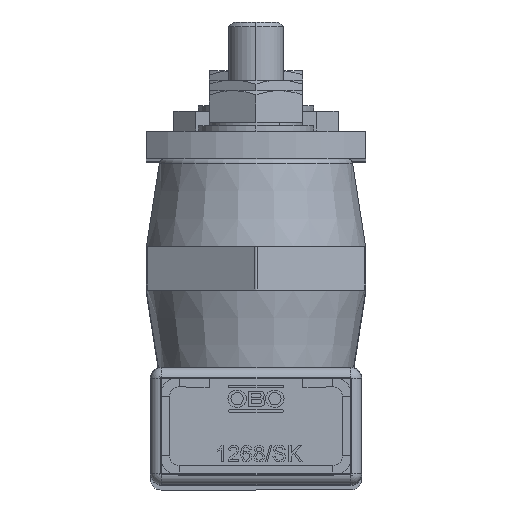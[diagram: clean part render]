
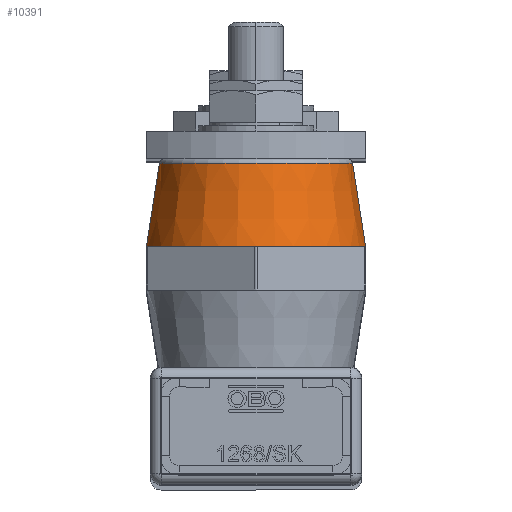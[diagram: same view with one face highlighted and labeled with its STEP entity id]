
A CAD part, top view. The second image highlights one B-rep face of the part: STEP entity #10391.
In plain terms, the highlighted conical face has half-angle 8.881 degrees and reference radius 20 mm.
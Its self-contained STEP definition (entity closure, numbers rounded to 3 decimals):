
#37 = DIRECTION ( 'NONE',  ( 0., -1., 0. ) ) ;
#1558 = ORIENTED_EDGE ( 'NONE', *, *, #7845, .F. ) ;
#1734 = DIRECTION ( 'NONE',  ( 0., -1., 0. ) ) ;
#1890 = DIRECTION ( 'NONE',  ( 0., 0., 1. ) ) ;
#2656 = AXIS2_PLACEMENT_3D ( 'NONE', #26108, #25910, #14485 ) ;
#3325 = CARTESIAN_POINT ( 'NONE',  ( 0., 4., 0. ) ) ;
#3415 = ORIENTED_EDGE ( 'NONE', *, *, #13316, .T. ) ;
#5308 = VERTEX_POINT ( 'NONE', #36902 ) ;
#5634 = ORIENTED_EDGE ( 'NONE', *, *, #7980, .F. ) ;
#7389 = LINE ( 'NONE', #36248, #24268 ) ;
#7845 = EDGE_CURVE ( 'NONE', #20794, #25218, #7389, .T. ) ;
#7980 = EDGE_CURVE ( 'NONE', #25218, #26694, #10687, .T. ) ;
#10143 = EDGE_LOOP ( 'NONE', ( #1558, #29615, #3415, #36405, #37852, #5634 ) ) ;
#10391 = ADVANCED_FACE ( 'NONE', ( #14272 ), #22397, .T. ) ;
#10687 = CIRCLE ( 'NONE', #26735, 20. ) ;
#11791 = DIRECTION ( 'NONE',  ( 0., 0., -1. ) ) ;
#13109 = DIRECTION ( 'NONE',  ( 0., 0., -1. ) ) ;
#13316 = EDGE_CURVE ( 'NONE', #5308, #30990, #14998, .T. ) ;
#14272 = FACE_OUTER_BOUND ( 'NONE', #10143, .T. ) ;
#14485 = DIRECTION ( 'NONE',  ( 0., 0., -1. ) ) ;
#14883 = CARTESIAN_POINT ( 'NONE',  ( 0., 19.154, 17.632 ) ) ;
#14998 = LINE ( 'NONE', #18649, #21538 ) ;
#15241 = AXIS2_PLACEMENT_3D ( 'NONE', #22027, #1734, #13109 ) ;
#15676 = DIRECTION ( 'NONE',  ( 0., -1., 0. ) ) ;
#15779 = EDGE_CURVE ( 'NONE', #25100, #30990, #32215, .T. ) ;
#16282 = AXIS2_PLACEMENT_3D ( 'NONE', #22568, #25673, #1890 ) ;
#16552 = CARTESIAN_POINT ( 'NONE',  ( -17.321, 4., 10. ) ) ;
#18626 = CIRCLE ( 'NONE', #19890, 20. ) ;
#18649 = CARTESIAN_POINT ( 'NONE',  ( 0., 4., -20. ) ) ;
#19890 = AXIS2_PLACEMENT_3D ( 'NONE', #3325, #37, #11791 ) ;
#20794 = VERTEX_POINT ( 'NONE', #14883 ) ;
#20857 = EDGE_CURVE ( 'NONE', #20794, #5308, #36120, .T. ) ;
#21538 = VECTOR ( 'NONE', #23917, 1000. ) ;
#22027 = CARTESIAN_POINT ( 'NONE',  ( 0., 4., 0. ) ) ;
#22397 = CONICAL_SURFACE ( 'NONE', #2656, 20., 0.155 ) ;
#22568 = CARTESIAN_POINT ( 'NONE',  ( 0., 19.154, 0. ) ) ;
#23917 = DIRECTION ( 'NONE',  ( 0., -0.988, -0.154 ) ) ;
#24268 = VECTOR ( 'NONE', #30609, 1000. ) ;
#25100 = VERTEX_POINT ( 'NONE', #29520 ) ;
#25218 = VERTEX_POINT ( 'NONE', #38050 ) ;
#25673 = DIRECTION ( 'NONE',  ( 0., -1., 0. ) ) ;
#25910 = DIRECTION ( 'NONE',  ( 0., -1., 0. ) ) ;
#26108 = CARTESIAN_POINT ( 'NONE',  ( 0., 4., 0. ) ) ;
#26694 = VERTEX_POINT ( 'NONE', #16552 ) ;
#26735 = AXIS2_PLACEMENT_3D ( 'NONE', #30397, #15676, #27521 ) ;
#27521 = DIRECTION ( 'NONE',  ( 0., 0., -1. ) ) ;
#29520 = CARTESIAN_POINT ( 'NONE',  ( -17.321, 4., -10. ) ) ;
#29615 = ORIENTED_EDGE ( 'NONE', *, *, #20857, .T. ) ;
#30397 = CARTESIAN_POINT ( 'NONE',  ( 0., 4., 0. ) ) ;
#30609 = DIRECTION ( 'NONE',  ( 0., -0.988, 0.154 ) ) ;
#30990 = VERTEX_POINT ( 'NONE', #37506 ) ;
#32215 = CIRCLE ( 'NONE', #15241, 20. ) ;
#35532 = EDGE_CURVE ( 'NONE', #26694, #25100, #18626, .T. ) ;
#36120 = CIRCLE ( 'NONE', #16282, 17.632 ) ;
#36248 = CARTESIAN_POINT ( 'NONE',  ( 0., 4., 20. ) ) ;
#36405 = ORIENTED_EDGE ( 'NONE', *, *, #15779, .F. ) ;
#36902 = CARTESIAN_POINT ( 'NONE',  ( 0., 19.154, -17.632 ) ) ;
#37506 = CARTESIAN_POINT ( 'NONE',  ( 0., 4., -20. ) ) ;
#37852 = ORIENTED_EDGE ( 'NONE', *, *, #35532, .F. ) ;
#38050 = CARTESIAN_POINT ( 'NONE',  ( 0., 4., 20. ) ) ;
